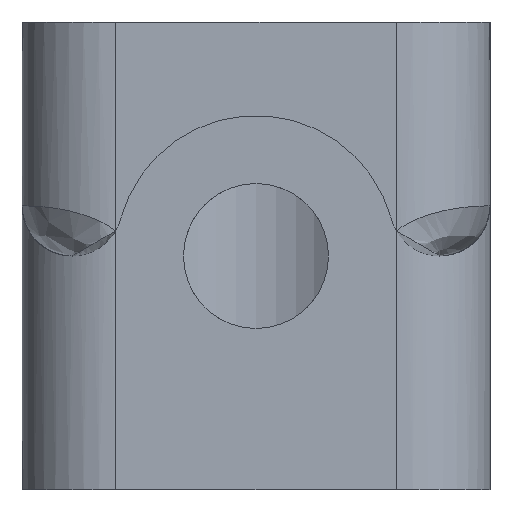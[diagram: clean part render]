
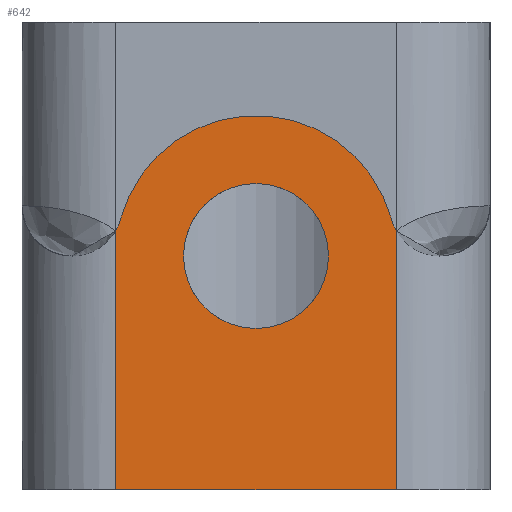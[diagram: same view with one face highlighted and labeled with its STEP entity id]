
A CAD part, front view. The second image highlights one B-rep face of the part: STEP entity #642.
In plain terms, the highlighted planar face has unit normal (0, -1, 0).
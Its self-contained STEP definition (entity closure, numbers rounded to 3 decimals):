
#17=FACE_BOUND('',#102,.T.);
#28=PLANE('',#718);
#63=FACE_OUTER_BOUND('',#101,.T.);
#101=EDGE_LOOP('',(#529,#530,#531,#532,#533,#534));
#102=EDGE_LOOP('',(#535));
#156=LINE('',#1285,#203);
#157=LINE('',#1289,#204);
#162=LINE('',#1303,#209);
#203=VECTOR('',#852,10.);
#204=VECTOR('',#857,10.);
#209=VECTOR('',#870,10.);
#238=CIRCLE('',#690,1.07);
#240=CIRCLE('',#693,3.);
#248=CIRCLE('',#706,1.07);
#255=CIRCLE('',#719,1.55);
#279=VERTEX_POINT('',#1092);
#280=VERTEX_POINT('',#1094);
#282=VERTEX_POINT('',#1107);
#299=VERTEX_POINT('',#1257);
#305=VERTEX_POINT('',#1284);
#306=VERTEX_POINT('',#1288);
#312=VERTEX_POINT('',#1304);
#347=EDGE_CURVE('',#280,#279,#238,.T.);
#351=EDGE_CURVE('',#279,#282,#240,.T.);
#375=EDGE_CURVE('',#299,#282,#248,.F.);
#384=EDGE_CURVE('',#280,#305,#156,.T.);
#386=EDGE_CURVE('',#305,#306,#157,.T.);
#394=EDGE_CURVE('',#299,#306,#162,.T.);
#395=EDGE_CURVE('',#312,#312,#255,.T.);
#529=ORIENTED_EDGE('',*,*,#384,.F.);
#530=ORIENTED_EDGE('',*,*,#347,.T.);
#531=ORIENTED_EDGE('',*,*,#351,.T.);
#532=ORIENTED_EDGE('',*,*,#375,.F.);
#533=ORIENTED_EDGE('',*,*,#394,.T.);
#534=ORIENTED_EDGE('',*,*,#386,.F.);
#535=ORIENTED_EDGE('',*,*,#395,.T.);
#642=ADVANCED_FACE('',(#63,#17),#28,.T.);
#690=AXIS2_PLACEMENT_3D('',#1095,#787,#788);
#693=AXIS2_PLACEMENT_3D('',#1109,#794,#795);
#706=AXIS2_PLACEMENT_3D('',#1266,#832,#833);
#718=AXIS2_PLACEMENT_3D('',#1302,#868,#869);
#719=AXIS2_PLACEMENT_3D('',#1305,#871,#872);
#787=DIRECTION('center_axis',(0.,1.,0.));
#788=DIRECTION('ref_axis',(-0.607,0.,-0.795));
#794=DIRECTION('center_axis',(0.,-1.,0.));
#795=DIRECTION('ref_axis',(1.,0.,0.));
#832=DIRECTION('center_axis',(0.,1.,0.));
#833=DIRECTION('ref_axis',(0.607,0.,-0.795));
#852=DIRECTION('',(0.,0.,-1.));
#857=DIRECTION('',(-1.,0.,0.));
#868=DIRECTION('center_axis',(0.,-1.,0.));
#869=DIRECTION('ref_axis',(1.,0.,0.));
#870=DIRECTION('',(0.,0.,-1.));
#871=DIRECTION('center_axis',(0.,1.,0.));
#872=DIRECTION('ref_axis',(1.,0.,0.));
#1092=CARTESIAN_POINT('',(2.894,-10.,0.789));
#1094=CARTESIAN_POINT('',(3.,-10.,0.535));
#1095=CARTESIAN_POINT('Origin',(3.927,-10.,1.07));
#1107=CARTESIAN_POINT('',(-2.894,-10.,0.789));
#1109=CARTESIAN_POINT('Origin',(0.,-10.,0.));
#1257=CARTESIAN_POINT('',(-3.,-10.,0.535));
#1266=CARTESIAN_POINT('Origin',(-3.927,-10.,1.07));
#1284=CARTESIAN_POINT('',(3.,-10.,-5.));
#1285=CARTESIAN_POINT('',(3.,-10.,0.));
#1288=CARTESIAN_POINT('',(-3.,-10.,-5.));
#1289=CARTESIAN_POINT('',(5.,-10.,-5.));
#1302=CARTESIAN_POINT('Origin',(5.,-10.,0.));
#1303=CARTESIAN_POINT('',(-3.,-10.,0.));
#1304=CARTESIAN_POINT('',(-1.55,-10.,0.));
#1305=CARTESIAN_POINT('Origin',(0.,-10.,0.));
